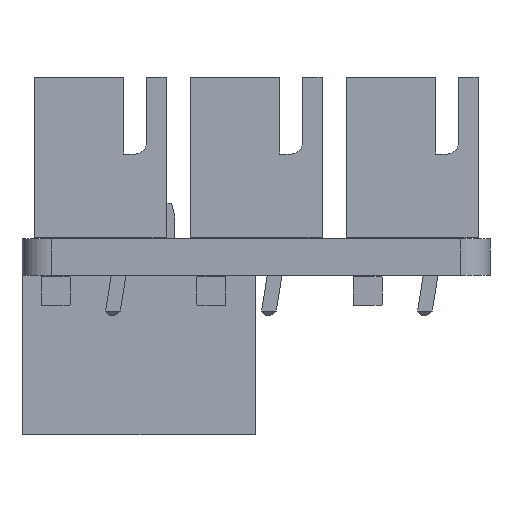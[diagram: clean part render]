
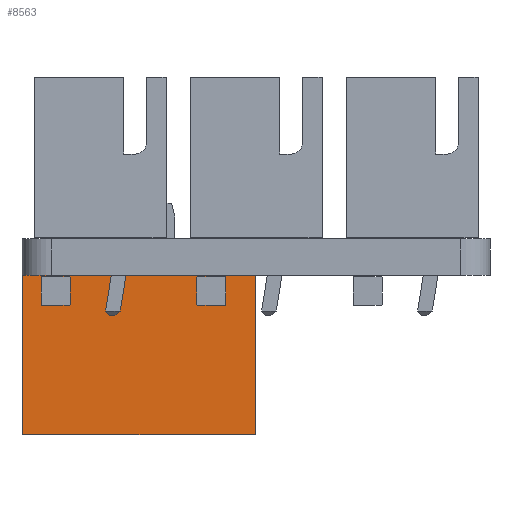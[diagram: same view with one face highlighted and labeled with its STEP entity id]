
A CAD part, front view. The second image highlights one B-rep face of the part: STEP entity #8563.
In plain terms, the highlighted free-form (B-spline) face has degree [1, 1] with [2, 2] control points.
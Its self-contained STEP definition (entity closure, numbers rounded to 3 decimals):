
#5755 = B_SPLINE_SURFACE_WITH_KNOTS('',1,1,(
    (#5756,#5757)
    ,(#5758,#5759
    )),.UNSPECIFIED.,.F.,.F.,.F.,(2,2),(2,2),(0.,5.08),(-7.,0.),
  .PIECEWISE_BEZIER_KNOTS.);
#5756 = CARTESIAN_POINT('',(-3.81,-8.89,7.));
#5757 = CARTESIAN_POINT('',(-3.81,-8.89,0.));
#5758 = CARTESIAN_POINT('',(1.27,-8.89,7.));
#5759 = CARTESIAN_POINT('',(1.27,-8.89,0.));
#5780 = B_SPLINE_SURFACE_WITH_KNOTS('',1,1,(
    (#5781,#5782)
    ,(#5783,#5784)),.UNSPECIFIED.,.F.,.F.,.F.,(2,2),(2,2),(-10.16,0.),(
    0.,5.08),.PIECEWISE_BEZIER_KNOTS.);
#5781 = CARTESIAN_POINT('',(1.27,1.27,7.));
#5782 = CARTESIAN_POINT('',(-3.81,1.27,7.));
#5783 = CARTESIAN_POINT('',(1.27,-8.89,7.));
#5784 = CARTESIAN_POINT('',(-3.81,-8.89,7.));
#5805 = B_SPLINE_SURFACE_WITH_KNOTS('',1,1,(
    (#5806,#5807)
    ,(#5808,#5809
    )),.UNSPECIFIED.,.F.,.F.,.F.,(2,2),(2,2),(0.,5.08),(-7.,0.),
  .PIECEWISE_BEZIER_KNOTS.);
#5806 = CARTESIAN_POINT('',(1.27,1.27,7.));
#5807 = CARTESIAN_POINT('',(1.27,1.27,0.));
#5808 = CARTESIAN_POINT('',(-3.81,1.27,7.));
#5809 = CARTESIAN_POINT('',(-3.81,1.27,0.));
#5843 = VERTEX_POINT('',#5844);
#5844 = CARTESIAN_POINT('',(-3.81,-8.89,0.));
#5858 = B_SPLINE_SURFACE_WITH_KNOTS('',1,1,(
    (#5859,#5860)
    ,(#5861,#5862
    )),.UNSPECIFIED.,.F.,.F.,.F.,(2,2),(2,2),(-10.16,0.),
  (4.233,5.08),.PIECEWISE_BEZIER_KNOTS.);
#5859 = CARTESIAN_POINT('',(-2.963,1.27,0.));
#5860 = CARTESIAN_POINT('',(-3.81,1.27,0.));
#5861 = CARTESIAN_POINT('',(-2.963,-8.89,0.));
#5862 = CARTESIAN_POINT('',(-3.81,-8.89,0.));
#5869 = EDGE_CURVE('',#5843,#5870,#5872,.T.);
#5870 = VERTEX_POINT('',#5871);
#5871 = CARTESIAN_POINT('',(-3.81,-8.89,7.));
#5872 = SURFACE_CURVE('',#5873,(#5876,#5882),.PCURVE_S1.);
#5873 = B_SPLINE_CURVE_WITH_KNOTS('',1,(#5874,#5875),.UNSPECIFIED.,.F.,
  .F.,(2,2),(0.,7.),.PIECEWISE_BEZIER_KNOTS.);
#5874 = CARTESIAN_POINT('',(-3.81,-8.89,0.));
#5875 = CARTESIAN_POINT('',(-3.81,-8.89,7.));
#5876 = PCURVE('',#5755,#5877);
#5877 = DEFINITIONAL_REPRESENTATION('',(#5878),#5881);
#5878 = B_SPLINE_CURVE_WITH_KNOTS('',1,(#5879,#5880),.UNSPECIFIED.,.F.,
  .F.,(2,2),(0.,7.),.PIECEWISE_BEZIER_KNOTS.);
#5879 = CARTESIAN_POINT('',(0.,0.));
#5880 = CARTESIAN_POINT('',(0.,-7.));
#5881 = ( GEOMETRIC_REPRESENTATION_CONTEXT(2) 
PARAMETRIC_REPRESENTATION_CONTEXT() REPRESENTATION_CONTEXT('2D SPACE',''
  ) );
#5882 = PCURVE('',#5883,#5888);
#5883 = B_SPLINE_SURFACE_WITH_KNOTS('',1,1,(
    (#5884,#5885)
    ,(#5886,#5887
    )),.UNSPECIFIED.,.F.,.F.,.F.,(2,2),(2,2),(0.,10.16),(-7.,0.),
  .PIECEWISE_BEZIER_KNOTS.);
#5884 = CARTESIAN_POINT('',(-3.81,1.27,7.));
#5885 = CARTESIAN_POINT('',(-3.81,1.27,0.));
#5886 = CARTESIAN_POINT('',(-3.81,-8.89,7.));
#5887 = CARTESIAN_POINT('',(-3.81,-8.89,0.));
#5888 = DEFINITIONAL_REPRESENTATION('',(#5889),#5892);
#5889 = B_SPLINE_CURVE_WITH_KNOTS('',1,(#5890,#5891),.UNSPECIFIED.,.F.,
  .F.,(2,2),(0.,7.),.PIECEWISE_BEZIER_KNOTS.);
#5890 = CARTESIAN_POINT('',(10.16,-0.));
#5891 = CARTESIAN_POINT('',(10.16,-7.));
#5892 = ( GEOMETRIC_REPRESENTATION_CONTEXT(2) 
PARAMETRIC_REPRESENTATION_CONTEXT() REPRESENTATION_CONTEXT('2D SPACE',''
  ) );
#6031 = VERTEX_POINT('',#6032);
#6032 = CARTESIAN_POINT('',(-3.81,1.27,7.));
#6050 = EDGE_CURVE('',#6051,#6031,#6053,.T.);
#6051 = VERTEX_POINT('',#6052);
#6052 = CARTESIAN_POINT('',(-3.81,1.27,0.));
#6053 = SURFACE_CURVE('',#6054,(#6057,#6063),.PCURVE_S1.);
#6054 = B_SPLINE_CURVE_WITH_KNOTS('',1,(#6055,#6056),.UNSPECIFIED.,.F.,
  .F.,(2,2),(0.,7.),.PIECEWISE_BEZIER_KNOTS.);
#6055 = CARTESIAN_POINT('',(-3.81,1.27,0.));
#6056 = CARTESIAN_POINT('',(-3.81,1.27,7.));
#6057 = PCURVE('',#5805,#6058);
#6058 = DEFINITIONAL_REPRESENTATION('',(#6059),#6062);
#6059 = B_SPLINE_CURVE_WITH_KNOTS('',1,(#6060,#6061),.UNSPECIFIED.,.F.,
  .F.,(2,2),(0.,7.),.PIECEWISE_BEZIER_KNOTS.);
#6060 = CARTESIAN_POINT('',(5.08,-0.));
#6061 = CARTESIAN_POINT('',(5.08,-7.));
#6062 = ( GEOMETRIC_REPRESENTATION_CONTEXT(2) 
PARAMETRIC_REPRESENTATION_CONTEXT() REPRESENTATION_CONTEXT('2D SPACE',''
  ) );
#6063 = PCURVE('',#5883,#6064);
#6064 = DEFINITIONAL_REPRESENTATION('',(#6065),#6068);
#6065 = B_SPLINE_CURVE_WITH_KNOTS('',1,(#6066,#6067),.UNSPECIFIED.,.F.,
  .F.,(2,2),(0.,7.),.PIECEWISE_BEZIER_KNOTS.);
#6066 = CARTESIAN_POINT('',(0.,0.));
#6067 = CARTESIAN_POINT('',(0.,-7.));
#6068 = ( GEOMETRIC_REPRESENTATION_CONTEXT(2) 
PARAMETRIC_REPRESENTATION_CONTEXT() REPRESENTATION_CONTEXT('2D SPACE',''
  ) );
#6177 = EDGE_CURVE('',#6031,#5870,#6178,.T.);
#6178 = SURFACE_CURVE('',#6179,(#6182,#6188),.PCURVE_S1.);
#6179 = B_SPLINE_CURVE_WITH_KNOTS('',1,(#6180,#6181),.UNSPECIFIED.,.F.,
  .F.,(2,2),(0.,10.16),.PIECEWISE_BEZIER_KNOTS.);
#6180 = CARTESIAN_POINT('',(-3.81,1.27,7.));
#6181 = CARTESIAN_POINT('',(-3.81,-8.89,7.));
#6182 = PCURVE('',#5780,#6183);
#6183 = DEFINITIONAL_REPRESENTATION('',(#6184),#6187);
#6184 = B_SPLINE_CURVE_WITH_KNOTS('',1,(#6185,#6186),.UNSPECIFIED.,.F.,
  .F.,(2,2),(0.,10.16),.PIECEWISE_BEZIER_KNOTS.);
#6185 = CARTESIAN_POINT('',(-10.16,5.08));
#6186 = CARTESIAN_POINT('',(0.,5.08));
#6187 = ( GEOMETRIC_REPRESENTATION_CONTEXT(2) 
PARAMETRIC_REPRESENTATION_CONTEXT() REPRESENTATION_CONTEXT('2D SPACE',''
  ) );
#6188 = PCURVE('',#5883,#6189);
#6189 = DEFINITIONAL_REPRESENTATION('',(#6190),#6193);
#6190 = B_SPLINE_CURVE_WITH_KNOTS('',1,(#6191,#6192),.UNSPECIFIED.,.F.,
  .F.,(2,2),(0.,10.16),.PIECEWISE_BEZIER_KNOTS.);
#6191 = CARTESIAN_POINT('',(0.,-7.));
#6192 = CARTESIAN_POINT('',(10.16,-7.));
#6193 = ( GEOMETRIC_REPRESENTATION_CONTEXT(2) 
PARAMETRIC_REPRESENTATION_CONTEXT() REPRESENTATION_CONTEXT('2D SPACE',''
  ) );
#7034 = EDGE_CURVE('',#6051,#5843,#7035,.T.);
#7035 = SURFACE_CURVE('',#7036,(#7039,#7045),.PCURVE_S1.);
#7036 = B_SPLINE_CURVE_WITH_KNOTS('',1,(#7037,#7038),.UNSPECIFIED.,.F.,
  .F.,(2,2),(0.,10.16),.PIECEWISE_BEZIER_KNOTS.);
#7037 = CARTESIAN_POINT('',(-3.81,1.27,0.));
#7038 = CARTESIAN_POINT('',(-3.81,-8.89,0.));
#7039 = PCURVE('',#5858,#7040);
#7040 = DEFINITIONAL_REPRESENTATION('',(#7041),#7044);
#7041 = B_SPLINE_CURVE_WITH_KNOTS('',1,(#7042,#7043),.UNSPECIFIED.,.F.,
  .F.,(2,2),(0.,10.16),.PIECEWISE_BEZIER_KNOTS.);
#7042 = CARTESIAN_POINT('',(-10.16,5.08));
#7043 = CARTESIAN_POINT('',(0.,5.08));
#7044 = ( GEOMETRIC_REPRESENTATION_CONTEXT(2) 
PARAMETRIC_REPRESENTATION_CONTEXT() REPRESENTATION_CONTEXT('2D SPACE',''
  ) );
#7045 = PCURVE('',#5883,#7046);
#7046 = DEFINITIONAL_REPRESENTATION('',(#7047),#7050);
#7047 = B_SPLINE_CURVE_WITH_KNOTS('',1,(#7048,#7049),.UNSPECIFIED.,.F.,
  .F.,(2,2),(0.,10.16),.PIECEWISE_BEZIER_KNOTS.);
#7048 = CARTESIAN_POINT('',(0.,0.));
#7049 = CARTESIAN_POINT('',(10.16,-0.));
#7050 = ( GEOMETRIC_REPRESENTATION_CONTEXT(2) 
PARAMETRIC_REPRESENTATION_CONTEXT() REPRESENTATION_CONTEXT('2D SPACE',''
  ) );
#8563 = ADVANCED_FACE('',(#8564),#5883,.F.);
#8564 = FACE_BOUND('',#8565,.F.);
#8565 = EDGE_LOOP('',(#8566,#8567,#8568,#8569));
#8566 = ORIENTED_EDGE('',*,*,#6050,.T.);
#8567 = ORIENTED_EDGE('',*,*,#6177,.T.);
#8568 = ORIENTED_EDGE('',*,*,#5869,.F.);
#8569 = ORIENTED_EDGE('',*,*,#7034,.F.);
